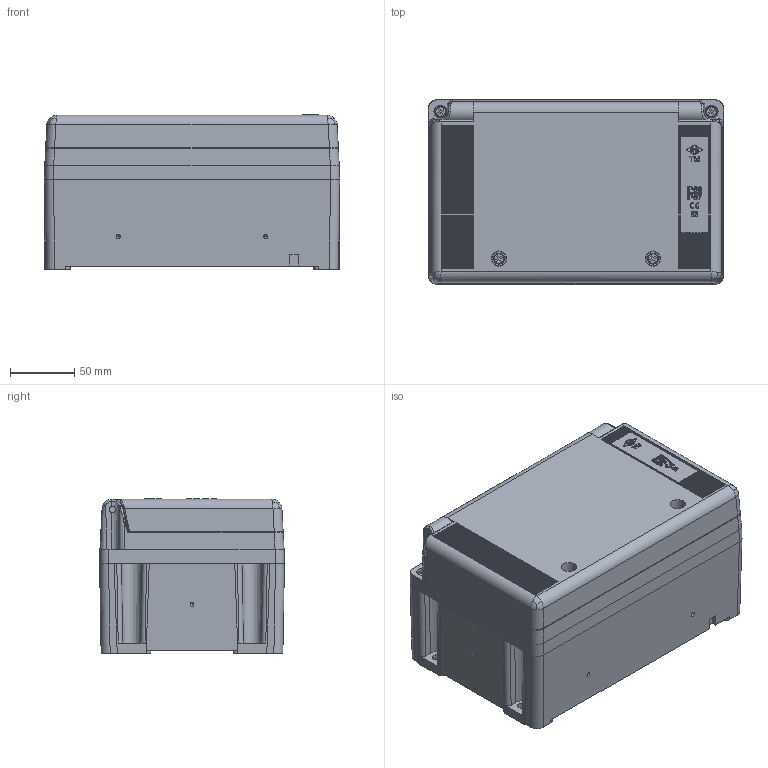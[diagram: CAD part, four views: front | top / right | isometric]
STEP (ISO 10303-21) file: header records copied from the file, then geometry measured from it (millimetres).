
FILE_DESCRIPTION(('Creo Elements/Direct Modeling STEP Export'),'2;1');
FILE_NAME('223mj5460vmru0e8032','2024-01-31T13:47:48',(''),(''),'Creo Elements/Direct Modeling STEP processor for AP214 (Solid Model)','Creo Elements/Direct Modeling 20.5B 27-May-2023 (C) Parametric Technology GmbH','');
FILE_SCHEMA(('AUTOMOTIVE_DESIGN { 1 0 10303 214 1 1 1 1 }'));
Length unit declared in the file: millimetre
Products named in the file (4): SPORTELLO_2314; SCATOLA_2314; CALOTTA_2314; TM_2314_GB
Assembly tree (3 placements, depth 2):
  TM_2314_GB
    CALOTTA_2314
    SCATOLA_2314
    SPORTELLO_2314
Bounding box: 230 x 144 x 120.4 mm (x, y, z)
Volume: 1309879.2 mm3; surface area: 373870 mm2
Topology: 3 solids, 6 shells, 1382 faces, 3714 edges, 2450 vertices
Faces by surface type: plane 950, cylinder 297, cone 80, bspline 32, torus 22, extrusion 1
Entity records: 62849 total; most frequent: CARTESIAN_POINT 17630, ORIENTED_EDGE 7392, DIRECTION 6624, EDGE_CURVE 3696, VECTOR 2682, LINE 2681, VERTEX_POINT 2450, AXIS2_PLACEMENT_3D 1971
